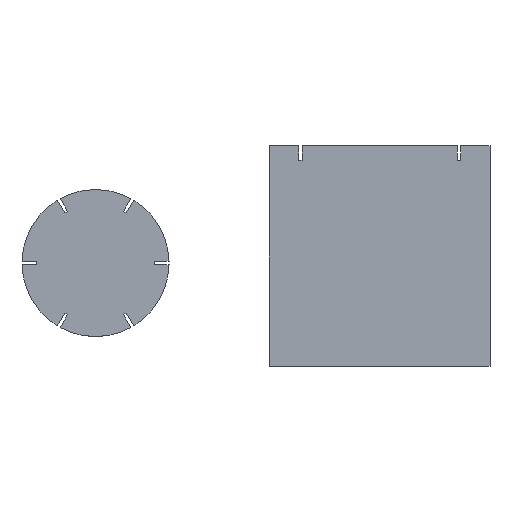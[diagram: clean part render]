
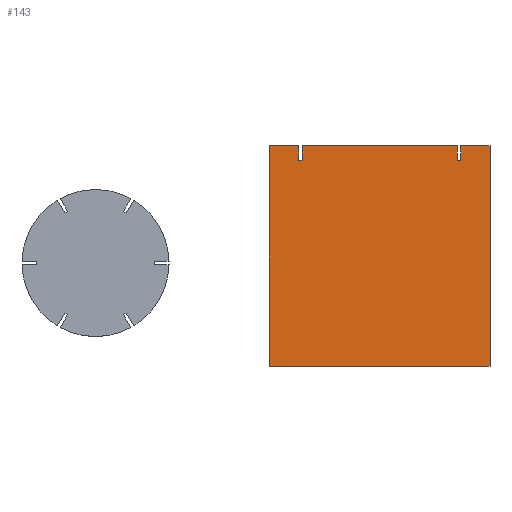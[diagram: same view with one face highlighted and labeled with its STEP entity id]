
A CAD part, top view. The second image highlights one B-rep face of the part: STEP entity #143.
In plain terms, the highlighted planar face has unit normal (0, 0, 1).
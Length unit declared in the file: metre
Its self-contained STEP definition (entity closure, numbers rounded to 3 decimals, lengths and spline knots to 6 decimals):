
#143 = ADVANCED_FACE( '', ( #281 ), #282, .T. );
#281 = FACE_OUTER_BOUND( '', #413, .T. );
#282 = PLANE( '', #414 );
#413 = EDGE_LOOP( '', ( #767, #768, #769, #770, #771, #772, #773, #774, #775, #776, #777, #778 ) );
#414 = AXIS2_PLACEMENT_3D( '', #779, #780, #781 );
#767 = ORIENTED_EDGE( '', *, *, #815, .T. );
#768 = ORIENTED_EDGE( '', *, *, #801, .F. );
#769 = ORIENTED_EDGE( '', *, *, #830, .F. );
#770 = ORIENTED_EDGE( '', *, *, #873, .F. );
#771 = ORIENTED_EDGE( '', *, *, #820, .T. );
#772 = ORIENTED_EDGE( '', *, *, #922, .F. );
#773 = ORIENTED_EDGE( '', *, *, #924, .F. );
#774 = ORIENTED_EDGE( '', *, *, #834, .F. );
#775 = ORIENTED_EDGE( '', *, *, #911, .T. );
#776 = ORIENTED_EDGE( '', *, *, #854, .T. );
#777 = ORIENTED_EDGE( '', *, *, #914, .F. );
#778 = ORIENTED_EDGE( '', *, *, #940, .F. );
#779 = CARTESIAN_POINT( '', ( 0.19316, 0.009781, 0.002 ) );
#780 = DIRECTION( '', ( 0., 0., 1. ) );
#781 = DIRECTION( '', ( 1., 0., 0. ) );
#801 = EDGE_CURVE( '', #950, #952, #953, .T. );
#815 = EDGE_CURVE( '', #976, #952, #977, .T. );
#820 = EDGE_CURVE( '', #985, #983, #986, .T. );
#830 = EDGE_CURVE( '', #1000, #950, #1002, .T. );
#834 = EDGE_CURVE( '', #1007, #1009, #1010, .T. );
#854 = EDGE_CURVE( '', #1045, #1043, #1046, .T. );
#873 = EDGE_CURVE( '', #985, #1000, #1077, .T. );
#911 = EDGE_CURVE( '', #1007, #1045, #1127, .T. );
#914 = EDGE_CURVE( '', #1129, #1043, #1131, .T. );
#922 = EDGE_CURVE( '', #1139, #983, #1141, .T. );
#924 = EDGE_CURVE( '', #1009, #1139, #1143, .T. );
#940 = EDGE_CURVE( '', #976, #1129, #1160, .T. );
#950 = VERTEX_POINT( '', #1171 );
#952 = VERTEX_POINT( '', #1174 );
#953 = LINE( '', #1175, #1176 );
#976 = VERTEX_POINT( '', #1209 );
#977 = LINE( '', #1210, #1211 );
#983 = VERTEX_POINT( '', #1219 );
#985 = VERTEX_POINT( '', #1222 );
#986 = LINE( '', #1223, #1224 );
#1000 = VERTEX_POINT( '', #1244 );
#1002 = LINE( '', #1247, #1248 );
#1007 = VERTEX_POINT( '', #1254 );
#1009 = VERTEX_POINT( '', #1257 );
#1010 = LINE( '', #1258, #1259 );
#1043 = VERTEX_POINT( '', #1304 );
#1045 = VERTEX_POINT( '', #1307 );
#1046 = LINE( '', #1308, #1309 );
#1077 = LINE( '', #1352, #1353 );
#1127 = LINE( '', #1428, #1429 );
#1129 = VERTEX_POINT( '', #1431 );
#1131 = LINE( '', #1434, #1435 );
#1139 = VERTEX_POINT( '', #1445 );
#1141 = LINE( '', #1448, #1449 );
#1143 = LINE( '', #1451, #1452 );
#1160 = LINE( '', #1475, #1476 );
#1171 = CARTESIAN_POINT( '', ( 0.245895, 0.069772, 0.002 ) );
#1174 = CARTESIAN_POINT( '', ( 0.248145, 0.069772, 0.002 ) );
#1175 = CARTESIAN_POINT( '', ( 0.24702, 0.069772, 0.002 ) );
#1176 = VECTOR( '', #1484, 1. );
#1209 = CARTESIAN_POINT( '', ( 0.248145, 0.079789, 0.002 ) );
#1210 = CARTESIAN_POINT( '', ( 0.248145, 0.079778, 0.002 ) );
#1211 = VECTOR( '', #1495, 1. );
#1219 = CARTESIAN_POINT( '', ( 0.14041, 0.069772, 0.002 ) );
#1222 = CARTESIAN_POINT( '', ( 0.14041, 0.079789, 0.002 ) );
#1223 = CARTESIAN_POINT( '', ( 0.14041, 0.079778, 0.002 ) );
#1224 = VECTOR( '', #1499, 1. );
#1244 = CARTESIAN_POINT( '', ( 0.245895, 0.079789, 0.002 ) );
#1247 = CARTESIAN_POINT( '', ( 0.245895, 0.074769, 0.002 ) );
#1248 = VECTOR( '', #1507, 1. );
#1254 = CARTESIAN_POINT( '', ( 0.11816, 0.079789, 0.002 ) );
#1257 = CARTESIAN_POINT( '', ( 0.13816, 0.079789, 0.002 ) );
#1258 = CARTESIAN_POINT( '', ( 0.12816, 0.079789, 0.002 ) );
#1259 = VECTOR( '', #1510, 1. );
#1304 = CARTESIAN_POINT( '', ( 0.26816, -0.070211, 0.002 ) );
#1307 = CARTESIAN_POINT( '', ( 0.11816, -0.070211, 0.002 ) );
#1308 = CARTESIAN_POINT( '', ( 0.19316, -0.070211, 0.002 ) );
#1309 = VECTOR( '', #1530, 1. );
#1352 = CARTESIAN_POINT( '', ( 0.193153, 0.079789, 0.002 ) );
#1353 = VECTOR( '', #1549, 1. );
#1428 = CARTESIAN_POINT( '', ( 0.11816, 0.004789, 0.002 ) );
#1429 = VECTOR( '', #1587, 1. );
#1431 = CARTESIAN_POINT( '', ( 0.26816, 0.079789, 0.002 ) );
#1434 = CARTESIAN_POINT( '', ( 0.26816, 0.004789, 0.002 ) );
#1435 = VECTOR( '', #1589, 1. );
#1445 = CARTESIAN_POINT( '', ( 0.13816, 0.069772, 0.002 ) );
#1448 = CARTESIAN_POINT( '', ( 0.139285, 0.069772, 0.002 ) );
#1449 = VECTOR( '', #1596, 1. );
#1451 = CARTESIAN_POINT( '', ( 0.13816, 0.074769, 0.002 ) );
#1452 = VECTOR( '', #1597, 1. );
#1475 = CARTESIAN_POINT( '', ( 0.25816, 0.079789, 0.002 ) );
#1476 = VECTOR( '', #1613, 1. );
#1484 = DIRECTION( '', ( 1., 0., 0. ) );
#1495 = DIRECTION( '', ( 0., -1., 0. ) );
#1499 = DIRECTION( '', ( 0., -1., 0. ) );
#1507 = DIRECTION( '', ( 0., -1., 0. ) );
#1510 = DIRECTION( '', ( 1., 0., 0. ) );
#1530 = DIRECTION( '', ( 1., 0., 0. ) );
#1549 = DIRECTION( '', ( 1., 0., 0. ) );
#1587 = DIRECTION( '', ( 0., -1., 0. ) );
#1589 = DIRECTION( '', ( 0., -1., 0. ) );
#1596 = DIRECTION( '', ( 1., 0., 0. ) );
#1597 = DIRECTION( '', ( 0., -1., 0. ) );
#1613 = DIRECTION( '', ( 1., 0., 0. ) );
